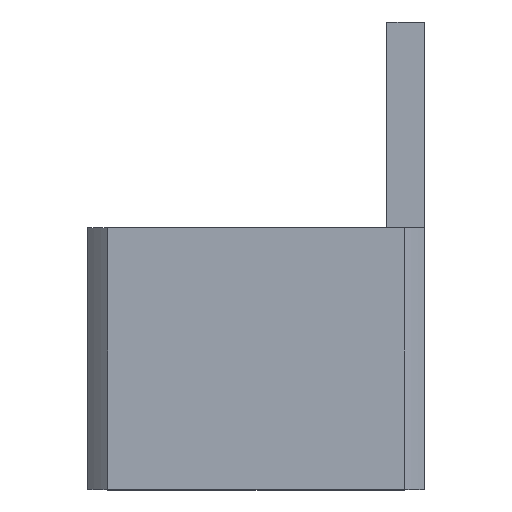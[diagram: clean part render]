
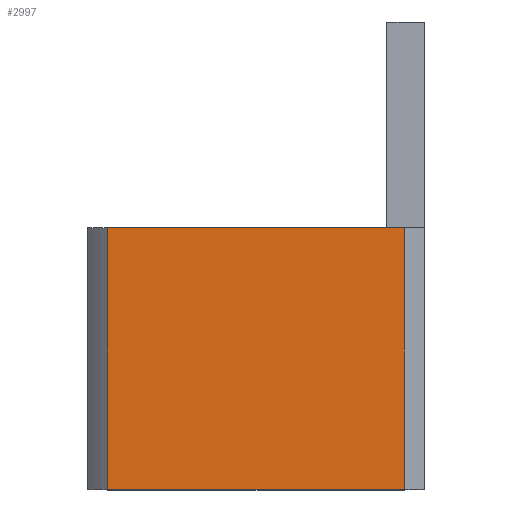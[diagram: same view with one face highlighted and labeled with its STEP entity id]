
A CAD part, top view. The second image highlights one B-rep face of the part: STEP entity #2997.
In plain terms, the highlighted planar face has unit normal (0, 0, 1).
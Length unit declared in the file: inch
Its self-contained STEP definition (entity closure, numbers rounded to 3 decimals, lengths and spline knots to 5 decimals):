
#284 = EDGE_CURVE ( 'NONE', #3228, #2372, #383, .T. ) ;
#383 = LINE ( 'NONE', #2724, #3929 ) ;
#491 = LINE ( 'NONE', #2065, #3625 ) ;
#802 = CARTESIAN_POINT ( 'NONE',  ( 0.79373, 0.9, 0.9 ) ) ;
#823 = DIRECTION ( 'NONE',  ( 0., 0., 1. ) ) ;
#873 = DIRECTION ( 'NONE',  ( 0., -1., 0. ) ) ;
#1000 = AXIS2_PLACEMENT_3D ( 'NONE', #4421, #823, #5227 ) ;
#1072 = EDGE_CURVE ( 'NONE', #2372, #1572, #2107, .T. ) ;
#1128 = ORIENTED_EDGE ( 'NONE', *, *, #1072, .T. ) ;
#1376 = CARTESIAN_POINT ( 'NONE',  ( -0.79373, 1.4, 0.9 ) ) ;
#1411 = CARTESIAN_POINT ( 'NONE',  ( 0.79373, 0., 0.9 ) ) ;
#1572 = VERTEX_POINT ( 'NONE', #4900 ) ;
#2065 = CARTESIAN_POINT ( 'NONE',  ( 0.9, 1.4, 0.9 ) ) ;
#2107 = LINE ( 'NONE', #802, #2924 ) ;
#2372 = VERTEX_POINT ( 'NONE', #1411 ) ;
#2437 = FACE_OUTER_BOUND ( 'NONE', #3947, .T. ) ;
#2724 = CARTESIAN_POINT ( 'NONE',  ( 0., 0., 0.9 ) ) ;
#2860 = ORIENTED_EDGE ( 'NONE', *, *, #284, .T. ) ;
#2924 = VECTOR ( 'NONE', #3716, 39.37008 ) ;
#2997 = ADVANCED_FACE ( 'NONE', ( #2437 ), #4820, .T. ) ;
#3037 = VERTEX_POINT ( 'NONE', #1376 ) ;
#3137 = DIRECTION ( 'NONE',  ( 1., 0., 0. ) ) ;
#3215 = ORIENTED_EDGE ( 'NONE', *, *, #4619, .T. ) ;
#3228 = VERTEX_POINT ( 'NONE', #3825 ) ;
#3336 = LINE ( 'NONE', #4548, #5067 ) ;
#3414 = ORIENTED_EDGE ( 'NONE', *, *, #3784, .F. ) ;
#3625 = VECTOR ( 'NONE', #3706, 39.37008 ) ;
#3706 = DIRECTION ( 'NONE',  ( 1., 0., 0. ) ) ;
#3716 = DIRECTION ( 'NONE',  ( 0., 1., 0. ) ) ;
#3784 = EDGE_CURVE ( 'NONE', #3037, #1572, #491, .T. ) ;
#3825 = CARTESIAN_POINT ( 'NONE',  ( -0.79373, 0., 0.9 ) ) ;
#3929 = VECTOR ( 'NONE', #3137, 39.37008 ) ;
#3947 = EDGE_LOOP ( 'NONE', ( #3215, #2860, #1128, #3414 ) ) ;
#4421 = CARTESIAN_POINT ( 'NONE',  ( 0.9, 0., 0.9 ) ) ;
#4548 = CARTESIAN_POINT ( 'NONE',  ( -0.79373, 0.9, 0.9 ) ) ;
#4619 = EDGE_CURVE ( 'NONE', #3037, #3228, #3336, .T. ) ;
#4820 = PLANE ( 'NONE',  #1000 ) ;
#4900 = CARTESIAN_POINT ( 'NONE',  ( 0.79373, 1.4, 0.9 ) ) ;
#5067 = VECTOR ( 'NONE', #873, 39.37008 ) ;
#5227 = DIRECTION ( 'NONE',  ( 1., 0., 0. ) ) ;
